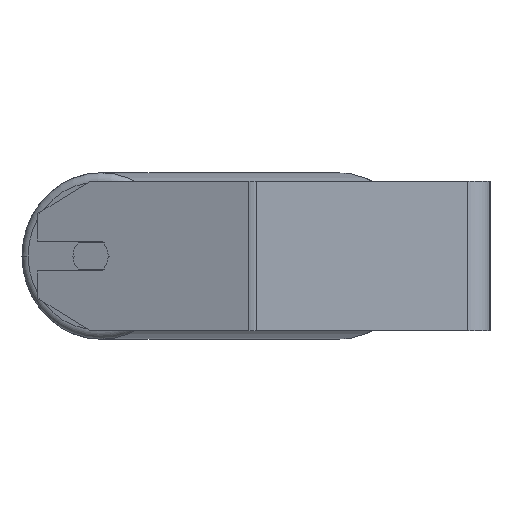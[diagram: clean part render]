
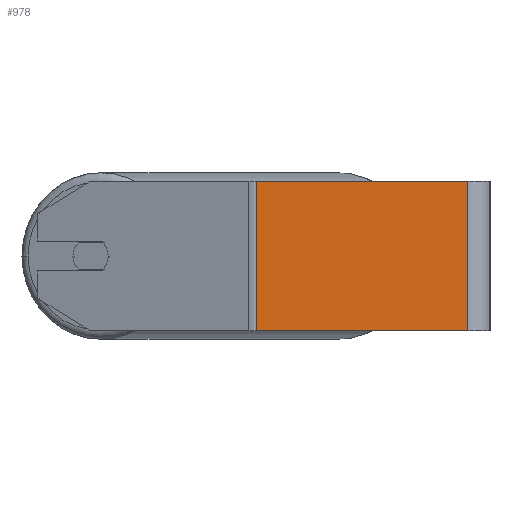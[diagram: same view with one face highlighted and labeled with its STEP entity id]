
A CAD part, left-side view. The second image highlights one B-rep face of the part: STEP entity #978.
In plain terms, the highlighted planar face has unit normal (-1, 0, 0).
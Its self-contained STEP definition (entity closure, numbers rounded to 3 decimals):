
#41 = AXIS2_PLACEMENT_3D ( 'NONE', #2291, #2739, #6783 ) ;
#156 = CARTESIAN_POINT ( 'NONE',  ( -420., 12., -40. ) ) ;
#286 = DIRECTION ( 'NONE',  ( 0., 0., -1. ) ) ;
#875 = LINE ( 'NONE', #5858, #6593 ) ;
#978 = ADVANCED_FACE ( 'NONE', ( #5639 ), #4512, .F. ) ;
#1110 = CARTESIAN_POINT ( 'NONE',  ( -420., 126.876, -40. ) ) ;
#1406 = ORIENTED_EDGE ( 'NONE', *, *, #5624, .T. ) ;
#1454 = LINE ( 'NONE', #3060, #5742 ) ;
#2279 = CARTESIAN_POINT ( 'NONE',  ( -420., 12., 40. ) ) ;
#2291 = CARTESIAN_POINT ( 'NONE',  ( -420., 126.876, 40. ) ) ;
#2336 = VECTOR ( 'NONE', #3306, 1000. ) ;
#2339 = DIRECTION ( 'NONE',  ( 0., -1., 0. ) ) ;
#2450 = VECTOR ( 'NONE', #2339, 1000. ) ;
#2739 = DIRECTION ( 'NONE',  ( 1., 0., 0. ) ) ;
#2745 = CARTESIAN_POINT ( 'NONE',  ( -420., 124.76, 40. ) ) ;
#3060 = CARTESIAN_POINT ( 'NONE',  ( -420., 124.76, 40. ) ) ;
#3306 = DIRECTION ( 'NONE',  ( 0., -1., 0. ) ) ;
#3332 = EDGE_LOOP ( 'NONE', ( #1406, #6149, #5830, #5515 ) ) ;
#3984 = EDGE_CURVE ( 'NONE', #5670, #4400, #1454, .T. ) ;
#4204 = DIRECTION ( 'NONE',  ( 0., 0., -1. ) ) ;
#4400 = VERTEX_POINT ( 'NONE', #6124 ) ;
#4512 = PLANE ( 'NONE',  #41 ) ;
#4688 = EDGE_CURVE ( 'NONE', #6486, #6951, #875, .T. ) ;
#5515 = ORIENTED_EDGE ( 'NONE', *, *, #3984, .T. ) ;
#5624 = EDGE_CURVE ( 'NONE', #4400, #6951, #6192, .T. ) ;
#5639 = FACE_OUTER_BOUND ( 'NONE', #3332, .T. ) ;
#5670 = VERTEX_POINT ( 'NONE', #2745 ) ;
#5742 = VECTOR ( 'NONE', #4204, 1000. ) ;
#5808 = EDGE_CURVE ( 'NONE', #5670, #6486, #6865, .T. ) ;
#5830 = ORIENTED_EDGE ( 'NONE', *, *, #5808, .F. ) ;
#5858 = CARTESIAN_POINT ( 'NONE',  ( -420., 12., 40. ) ) ;
#6124 = CARTESIAN_POINT ( 'NONE',  ( -420., 124.76, -40. ) ) ;
#6149 = ORIENTED_EDGE ( 'NONE', *, *, #4688, .F. ) ;
#6192 = LINE ( 'NONE', #1110, #2336 ) ;
#6486 = VERTEX_POINT ( 'NONE', #2279 ) ;
#6593 = VECTOR ( 'NONE', #286, 1000. ) ;
#6783 = DIRECTION ( 'NONE',  ( 0., 0., -1. ) ) ;
#6865 = LINE ( 'NONE', #6895, #2450 ) ;
#6895 = CARTESIAN_POINT ( 'NONE',  ( -420., 126.876, 40. ) ) ;
#6951 = VERTEX_POINT ( 'NONE', #156 ) ;
